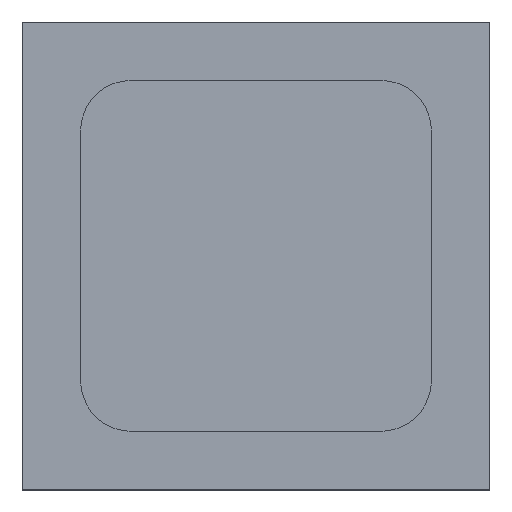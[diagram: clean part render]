
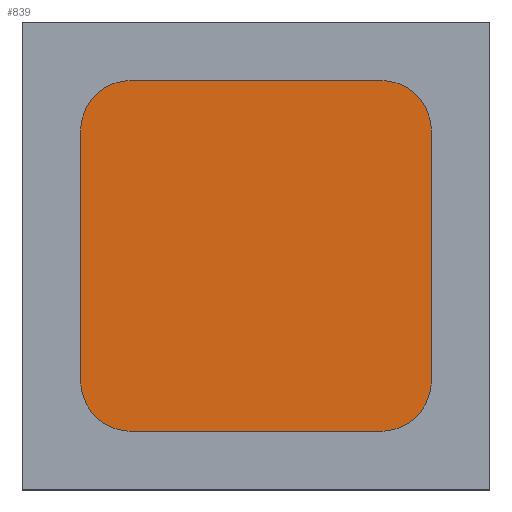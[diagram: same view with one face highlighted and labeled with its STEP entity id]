
A CAD part, top view. The second image highlights one B-rep face of the part: STEP entity #839.
In plain terms, the highlighted planar face has unit normal (0, 0, 1).
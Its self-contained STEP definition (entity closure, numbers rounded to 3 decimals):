
#26 = DIRECTION ( 'NONE',  ( 0., 0., 1. ) ) ;
#105 = AXIS2_PLACEMENT_3D ( 'NONE', #4014, #4047, #2869 ) ;
#179 = VECTOR ( 'NONE', #5175, 1000. ) ;
#196 = CARTESIAN_POINT ( 'NONE',  ( 0.9, 0.64, 0.6 ) ) ;
#286 = VERTEX_POINT ( 'NONE', #7585 ) ;
#437 = EDGE_CURVE ( 'NONE', #4219, #2437, #6808, .T. ) ;
#484 = CARTESIAN_POINT ( 'NONE',  ( -0.64, 0.9, 0.6 ) ) ;
#512 = LINE ( 'NONE', #1452, #2966 ) ;
#708 = AXIS2_PLACEMENT_3D ( 'NONE', #6538, #4727, #899 ) ;
#772 = VERTEX_POINT ( 'NONE', #6127 ) ;
#777 = CIRCLE ( 'NONE', #708, 0.26 ) ;
#834 = LINE ( 'NONE', #1798, #4933 ) ;
#839 = ADVANCED_FACE ( 'NONE', ( #5531 ), #2815, .T. ) ;
#899 = DIRECTION ( 'NONE',  ( -1., 0., 0. ) ) ;
#911 = AXIS2_PLACEMENT_3D ( 'NONE', #5740, #6322, #5079 ) ;
#1270 = ORIENTED_EDGE ( 'NONE', *, *, #437, .T. ) ;
#1452 = CARTESIAN_POINT ( 'NONE',  ( -0.9, 0.64, 0.6 ) ) ;
#1798 = CARTESIAN_POINT ( 'NONE',  ( -0.64, -0.9, 0.6 ) ) ;
#1804 = ORIENTED_EDGE ( 'NONE', *, *, #5096, .T. ) ;
#1936 = DIRECTION ( 'NONE',  ( 1., 0., 0. ) ) ;
#2437 = VERTEX_POINT ( 'NONE', #5908 ) ;
#2451 = VERTEX_POINT ( 'NONE', #2995 ) ;
#2476 = CARTESIAN_POINT ( 'NONE',  ( 0.64, -0.9, 0.6 ) ) ;
#2547 = CARTESIAN_POINT ( 'NONE',  ( -0.64, -0.64, 0.6 ) ) ;
#2815 = PLANE ( 'NONE',  #105 ) ;
#2842 = CARTESIAN_POINT ( 'NONE',  ( 0.9, -0.64, 0.6 ) ) ;
#2855 = CARTESIAN_POINT ( 'NONE',  ( -0.9, -0.64, 0.6 ) ) ;
#2869 = DIRECTION ( 'NONE',  ( 1., 0., 0. ) ) ;
#2966 = VECTOR ( 'NONE', #5817, 1000. ) ;
#2995 = CARTESIAN_POINT ( 'NONE',  ( -0.9, 0.64, 0.6 ) ) ;
#3071 = VECTOR ( 'NONE', #4103, 1000. ) ;
#3232 = EDGE_CURVE ( 'NONE', #286, #4494, #834, .T. ) ;
#3264 = LINE ( 'NONE', #484, #3071 ) ;
#3335 = CIRCLE ( 'NONE', #911, 0.26 ) ;
#3751 = DIRECTION ( 'NONE',  ( 1., 0., 0. ) ) ;
#4014 = CARTESIAN_POINT ( 'NONE',  ( 0., 0., 0.6 ) ) ;
#4047 = DIRECTION ( 'NONE',  ( 0., 0., 1. ) ) ;
#4078 = AXIS2_PLACEMENT_3D ( 'NONE', #7495, #26, #1936 ) ;
#4103 = DIRECTION ( 'NONE',  ( -1., 0., 0. ) ) ;
#4219 = VERTEX_POINT ( 'NONE', #2842 ) ;
#4407 = EDGE_CURVE ( 'NONE', #2437, #772, #7068, .T. ) ;
#4494 = VERTEX_POINT ( 'NONE', #2476 ) ;
#4702 = VERTEX_POINT ( 'NONE', #5192 ) ;
#4727 = DIRECTION ( 'NONE',  ( 0., 0., 1. ) ) ;
#4933 = VECTOR ( 'NONE', #3751, 1000. ) ;
#5021 = ORIENTED_EDGE ( 'NONE', *, *, #4407, .T. ) ;
#5079 = DIRECTION ( 'NONE',  ( 1., 0., 0. ) ) ;
#5096 = EDGE_CURVE ( 'NONE', #7167, #286, #6285, .T. ) ;
#5175 = DIRECTION ( 'NONE',  ( 0., 1., 0. ) ) ;
#5182 = EDGE_CURVE ( 'NONE', #2451, #7167, #512, .T. ) ;
#5192 = CARTESIAN_POINT ( 'NONE',  ( -0.64, 0.9, 0.6 ) ) ;
#5229 = ORIENTED_EDGE ( 'NONE', *, *, #5182, .T. ) ;
#5531 = FACE_OUTER_BOUND ( 'NONE', #6366, .T. ) ;
#5558 = EDGE_CURVE ( 'NONE', #772, #4702, #3264, .T. ) ;
#5740 = CARTESIAN_POINT ( 'NONE',  ( 0.64, -0.64, 0.6 ) ) ;
#5817 = DIRECTION ( 'NONE',  ( 0., -1., 0. ) ) ;
#5902 = ORIENTED_EDGE ( 'NONE', *, *, #7033, .T. ) ;
#5908 = CARTESIAN_POINT ( 'NONE',  ( 0.9, 0.64, 0.6 ) ) ;
#6127 = CARTESIAN_POINT ( 'NONE',  ( 0.64, 0.9, 0.6 ) ) ;
#6285 = CIRCLE ( 'NONE', #7086, 0.26 ) ;
#6322 = DIRECTION ( 'NONE',  ( 0., 0., 1. ) ) ;
#6366 = EDGE_LOOP ( 'NONE', ( #5229, #1804, #7916, #7763, #1270, #5021, #7128, #5902 ) ) ;
#6538 = CARTESIAN_POINT ( 'NONE',  ( -0.64, 0.64, 0.6 ) ) ;
#6808 = LINE ( 'NONE', #196, #179 ) ;
#6820 = EDGE_CURVE ( 'NONE', #4494, #4219, #3335, .T. ) ;
#6911 = DIRECTION ( 'NONE',  ( 0., 0., 1. ) ) ;
#7033 = EDGE_CURVE ( 'NONE', #4702, #2451, #777, .T. ) ;
#7068 = CIRCLE ( 'NONE', #4078, 0.26 ) ;
#7086 = AXIS2_PLACEMENT_3D ( 'NONE', #2547, #6911, #7462 ) ;
#7128 = ORIENTED_EDGE ( 'NONE', *, *, #5558, .T. ) ;
#7167 = VERTEX_POINT ( 'NONE', #2855 ) ;
#7462 = DIRECTION ( 'NONE',  ( 1., 0., 0. ) ) ;
#7495 = CARTESIAN_POINT ( 'NONE',  ( 0.64, 0.64, 0.6 ) ) ;
#7585 = CARTESIAN_POINT ( 'NONE',  ( -0.64, -0.9, 0.6 ) ) ;
#7763 = ORIENTED_EDGE ( 'NONE', *, *, #6820, .T. ) ;
#7916 = ORIENTED_EDGE ( 'NONE', *, *, #3232, .T. ) ;
